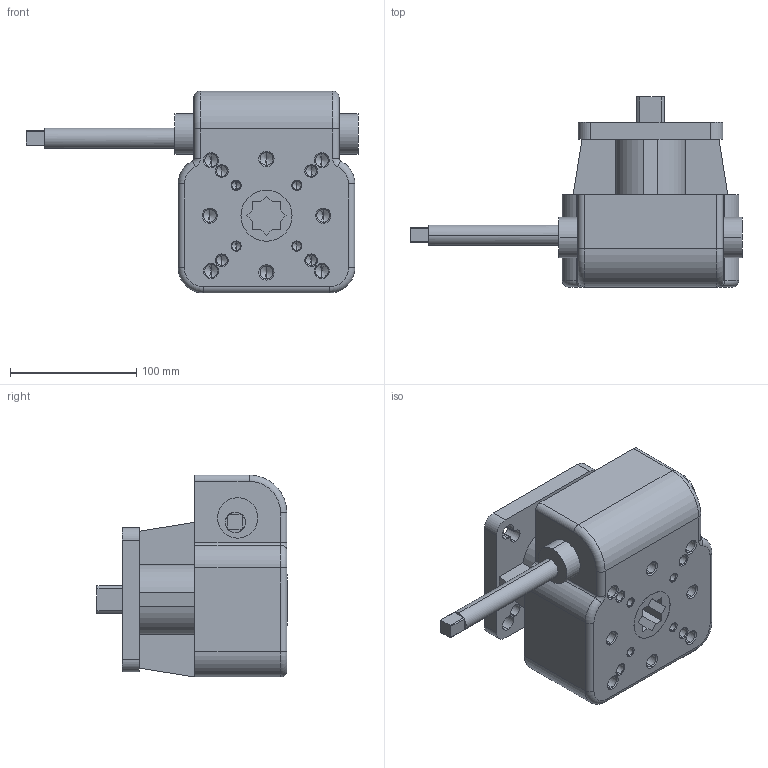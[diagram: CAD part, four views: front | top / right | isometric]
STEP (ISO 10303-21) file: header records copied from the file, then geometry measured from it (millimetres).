
FILE_DESCRIPTION (( 'STEP AP214' ), '1' );
FILE_NAME ('RSD-3.STEP', '2021-07-13T15:12:48', ( '' ), ( '' ), 'SwSTEP 2.0', 'SolidWorks 2020', '' );
FILE_SCHEMA (( 'AUTOMOTIVE_DESIGN' ));
Length unit declared in the file: millimetre
Products named in the file (1): RSD-3
Bounding box: 263 x 150.6 x 160 mm (x, y, z)
Volume: 1839624.2 mm3; surface area: 147739.7 mm2
Topology: 1 solids, 1 shells, 237 faces, 601 edges, 358 vertices
Faces by surface type: cylinder 104, cone 64, plane 61, torus 8
Entity records: 8466 total; most frequent: DIRECTION 1303, CARTESIAN_POINT 1165, ORIENTED_EDGE 1138, EDGE_CURVE 569, AXIS2_PLACEMENT_3D 496, VERTEX_POINT 358, VECTOR 311, LINE 311
